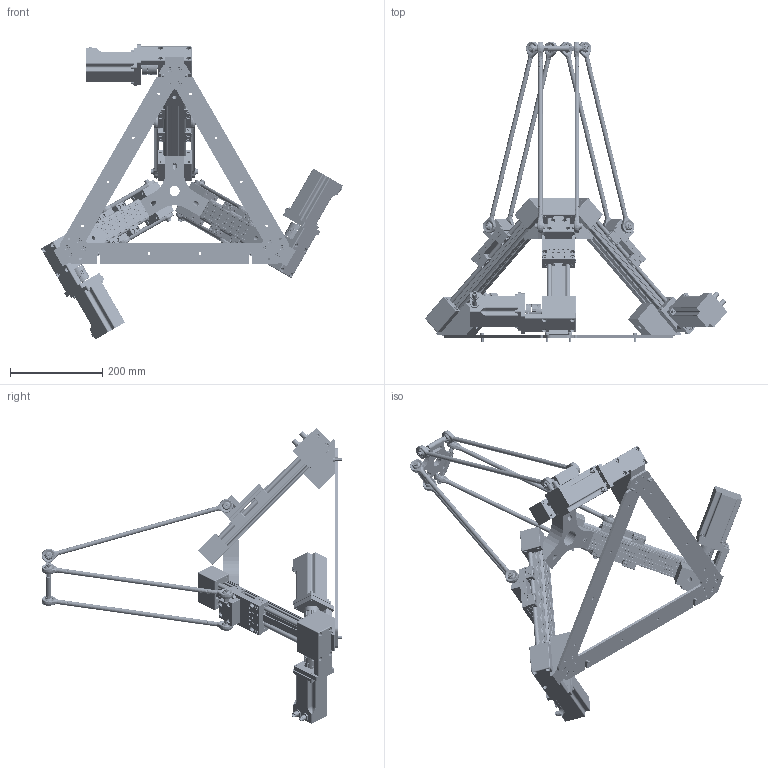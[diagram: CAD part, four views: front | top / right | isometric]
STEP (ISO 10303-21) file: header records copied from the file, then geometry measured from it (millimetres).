
FILE_DESCRIPTION(/* description */ ('DeltaRobot mit 3xdryve D1 im Schaum verpackt'),/* implementation_level */ '2;1');
FILE_NAME(/* name */ 'DLE-DR-0003.stp',/* time_stamp */ '2019-04-09T12:13:16+02:00',/* author */ ('fkoeching'),/* organization */ (''),/* preprocessor_version */ 'ST-DEVELOPER v17',/* originating_system */ 'Autodesk Inventor 2018',/* authorisation */ '');
FILE_SCHEMA (('AUTOMOTIVE_DESIGN { 1 0 10303 214 3 1 1 }'));
Products named in the file (68): DLE-DR-0003; ETY-DR-0008; ETY-DR-0013; ZLW-1040S-G0BW0-D0H1C-AN0A0AA-150; ZSX-104001; ZTL-104002; SAXT-104001; ZTL-10400S-V; SAWT-104002; NOR-10412; ZR-104001; ZR-104001-XX; ZSY-104002; NOR-10735; ZTF-104004; SAXT-104004; SAXT-104002; NOR-10614; ZTF-10400S-V; SAWT-104001; ZTY-104035; NOR-20901; JTEM-10; ZTZ-104009; NOR-10604; MK-0111-BG-5; MF-1040-NEMA23-S; ZTY-104004; ZTY-104010; NOR-10517; MH-06; NOR-10523; NOR-11003; NOR-20114; MOT-AN-S-060-035-060-M-C-AAAC; 1; 2; COU-AR-K-080-100-32-32-B-AAAA; ZS-104001-WJ200UMA; ZSY-104001 ...
Assembly tree (212 placements, depth 5):
  DLE-DR-0003
    ETY-DR-0008
    ETY-DR-0013  x3
    ZLW-1040S-G0BW0-D0H1C-AN0A0AA-150  x3
      ZSX-104001
      ZTL-104002
        SAXT-104001
        SAXT-104002
        NOR-10614  x2
        ZTL-10400S-V
          SAWT-104002
          NOR-10412  x4
          NOR-10604  x4
          JTEM-10  x4
          NOR-20901  x2
          ZTY-104035  x2
        ZTZ-104009  x2
      ZR-104001
        ZR-104001-XX
        NOR-10735  x2
        ZSY-104002  x2
      ZTF-104004
        SAXT-104004
        SAXT-104002
        NOR-10614  x2
        ZTF-10400S-V
          JTEM-10  x4
          SAWT-104001
          ZTY-104035  x2
          NOR-20901  x2
        ZTZ-104009  x2
        NOR-10604  x2
      MK-0111-BG-5
        MF-1040-NEMA23-S
          ZTY-104004
          ZTY-104010
          NOR-10517  x2
          MH-06  x2
          NOR-10523  x4
          NOR-11003  x4
          NOR-20114  x4
        MOT-AN-S-060-035-060-M-C-AAAC
          1
          2
        COU-AR-K-080-100-32-32-B-AAAA
      ZS-104001-WJ200UMA
        ZSY-104001
        WJ200UMA-01-10-AL  x4
          WMA-01-10-AL
          WRZ-011007
          J200UMA-01-10
        NOR-10601  x4
    ETY-DR-0011
    ZWY-104001  x3
    ETY-DR-0010  x3
    KDGM-10-A-ER-J   x6
      KARM-10 CL
        _D_KARM-10 CL KDGM Kopfteil
        WKM-10-14
      Rohr 8-10
Bounding box: 653.37 x 651.25 x 639.08 mm (x, y, z)
Volume: 4319869.9 mm3; surface area: 1846936.9 mm2
Topology: 398 solids, 398 shells, 15078 faces, 40195 edges, 26394 vertices
Faces by surface type: plane 7364, cylinder 4505, bspline 1152, cone 1107, torus 740, sphere 210
Full cylindrical faces by diameter (mm): 1.8 x27, 2.5 x3, 3 x4, 3.2 x3, 3.242 x18, 3.5 x4, 4 x60, 4.018 x12, 4.134 x78, 4.2 x6, 4.3 x12, 4.5 x24, 4.917 x66, 5 x160, 5.3 x4, 5.4 x3, 5.5 x55, 5.6 x10, 5.96 x12, 6 x96, 6.2 x24, 6.6 x42, 6.647 x6, 7 x30, 7.2 x12, 7.4 x6, 8 x63, 8.05 x3, 8.2 x6, 8.5 x40
Entity records: 99880 total; most frequent: CARTESIAN_POINT 27073, DIRECTION 14978, ORIENTED_EDGE 14366, EDGE_CURVE 7183, AXIS2_PLACEMENT_3D 5652, VERTEX_POINT 4774, LINE 3674, VECTOR 3674
